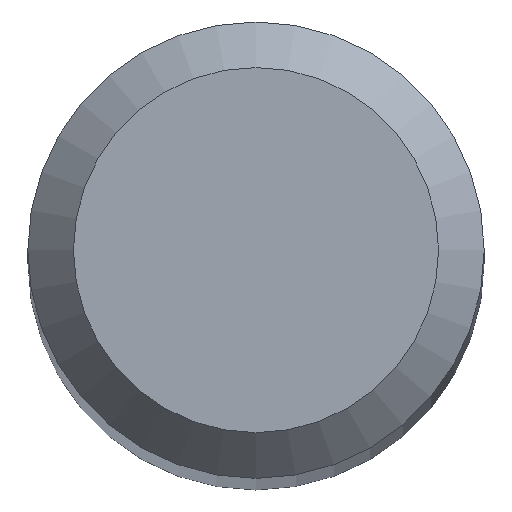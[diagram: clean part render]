
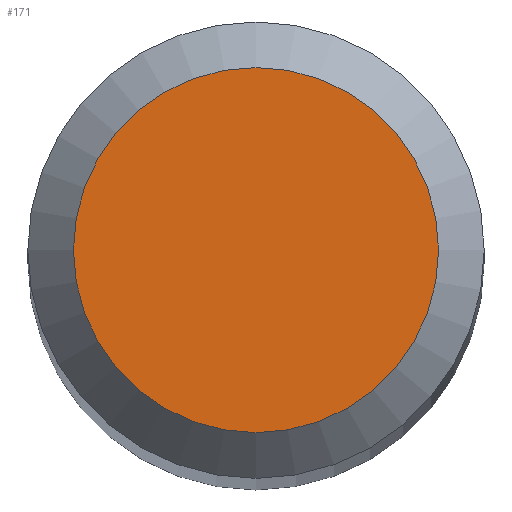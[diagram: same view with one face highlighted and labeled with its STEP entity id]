
A CAD part, top view. The second image highlights one B-rep face of the part: STEP entity #171.
In plain terms, the highlighted planar face has unit normal (0, 0, 1).
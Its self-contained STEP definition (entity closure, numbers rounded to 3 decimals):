
#14 = CARTESIAN_POINT ( 'NONE',  ( 0., 0.6, 30. ) ) ;
#51 = FACE_OUTER_BOUND ( 'NONE', #179, .T. ) ;
#54 = DIRECTION ( 'NONE',  ( 0., 1., 0. ) ) ;
#63 = DIRECTION ( 'NONE',  ( 0., 0., -1. ) ) ;
#98 = AXIS2_PLACEMENT_3D ( 'NONE', #151, #63, #213 ) ;
#103 = EDGE_CURVE ( 'NONE', #204, #204, #194, .T. ) ;
#113 = AXIS2_PLACEMENT_3D ( 'NONE', #122, #157, #54 ) ;
#118 = PLANE ( 'NONE',  #113 ) ;
#122 = CARTESIAN_POINT ( 'NONE',  ( 0., 0., 30. ) ) ;
#151 = CARTESIAN_POINT ( 'NONE',  ( 0., 0., 30. ) ) ;
#152 = ORIENTED_EDGE ( 'NONE', *, *, #103, .F. ) ;
#157 = DIRECTION ( 'NONE',  ( 0., 0., -1. ) ) ;
#171 = ADVANCED_FACE ( 'NONE', ( #51 ), #118, .F. ) ;
#179 = EDGE_LOOP ( 'NONE', ( #152 ) ) ;
#194 = CIRCLE ( 'NONE', #98, 0.6 ) ;
#204 = VERTEX_POINT ( 'NONE', #14 ) ;
#213 = DIRECTION ( 'NONE',  ( 0., 1., 0. ) ) ;
